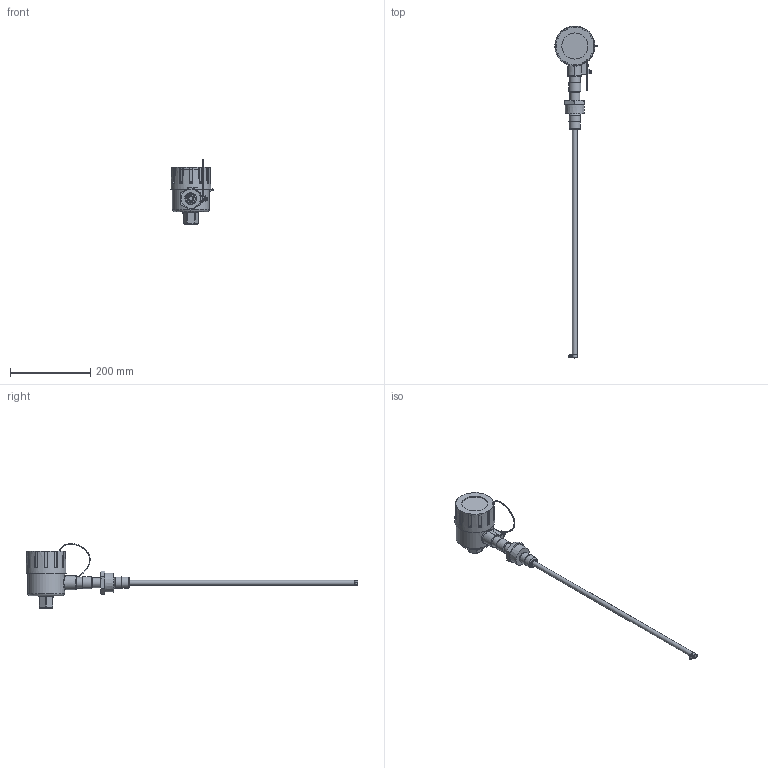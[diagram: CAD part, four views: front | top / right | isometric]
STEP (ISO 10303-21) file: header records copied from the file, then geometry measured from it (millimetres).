
FILE_DESCRIPTION (( 'STEP AP214' ), '1' );
FILE_NAME ('14678978.STEP', '2024-07-12T05:05:01', ( '' ), ( '' ), 'SwSTEP 2.0', 'SolidWorks 2023', '' );
FILE_SCHEMA (( 'AUTOMOTIVE_DESIGN' ));
Length unit declared in the file: millimetre
Products named in the file (14): Kopie von 3101129^14678978_06872405; 010507_04876847; Kopie von Kette^14678978_06872405; Kopie von 123021_05598020^14678978_06872405; SHR_ZKI_ISO4762_04463028_008497; Kopie von Kugel^14678978_06872405; 007237_04757972; 14678978; 030352_05341475; 008379_04813826; Kopie von Deckel^Kopie von 3101129_14678978_06872405; Kopie von TM3D-0706^Kopie von 3101129_14678978_06872405; 034027_04814936; 002116_05216697
Assembly tree (68 placements, depth 3):
  14678978
    Kopie von 3101129^14678978_06872405
      Kopie von TM3D-0706^Kopie von 3101129_14678978_06872405
      Kopie von Deckel^Kopie von 3101129_14678978_06872405
    010507_04876847
    002116_05216697
    030352_05341475
    Kopie von 123021_05598020^14678978_06872405
    034027_04814936
      008379_04813826
      SHR_ZKI_ISO4762_04463028_008497
    007237_04757972
    Kopie von Kette^14678978_06872405
    Kopie von Kugel^14678978_06872405  x56
Bounding box: 105.6 x 827.75 x 161.37 mm (x, y, z)
Volume: 169712.3 mm3; surface area: 209498.3 mm2
Topology: 66 solids, 87 shells, 693 faces, 1771 edges, 1137 vertices
Faces by surface type: plane 392, cylinder 140, sphere 58, cone 48, torus 41, bspline 14
Full cylindrical faces by diameter (mm): 4 x1, 5 x4, 8.5 x1, 10 x2, 12 x1, 12.1 x1, 13.6 x1, 14 x1, 14.3 x2, 14.95 x1, 15 x1, 20 x2, 21 x1, 22 x1, 25 x1, 26.7 x1, 27.5 x2, 27.8 x2, 30 x1, 65 x1, 90 x1, 93.1 x1
Entity records: 23502 total; most frequent: CARTESIAN_POINT 7638, DIRECTION 3252, ORIENTED_EDGE 3012, EDGE_CURVE 1531, AXIS2_PLACEMENT_3D 1240, VERTEX_POINT 1020, LINE 772, VECTOR 772
